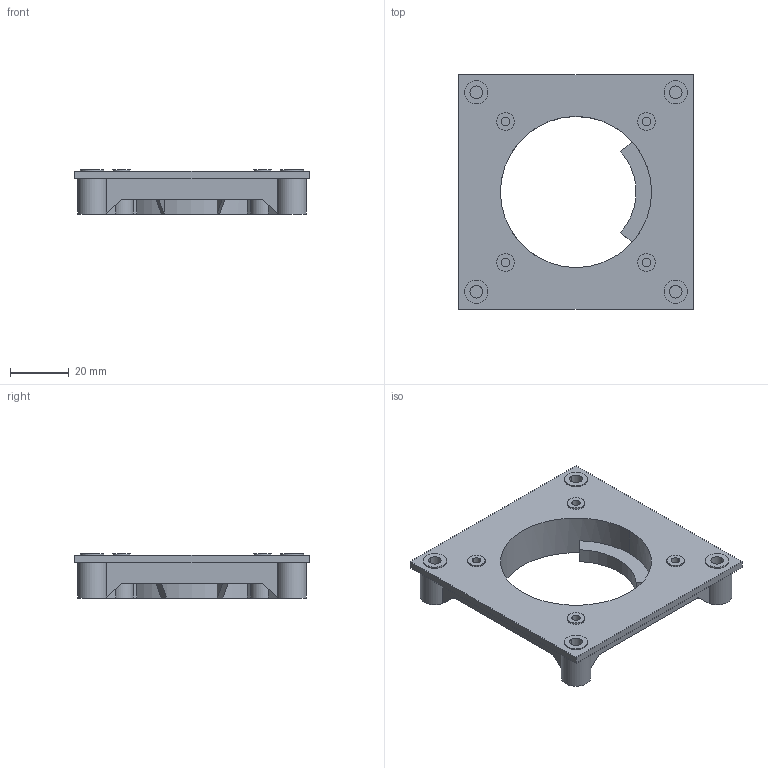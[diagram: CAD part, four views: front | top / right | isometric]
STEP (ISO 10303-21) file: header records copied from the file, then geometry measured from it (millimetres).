
FILE_DESCRIPTION((''),'2;1');
FILE_NAME('W420138360111-3D_ASM','2023-08-09T16:36:33',('SESA730405'),('Schneider-Electric'),'CREO PARAMETRIC BY PTC INC, 2021284','CREO PARAMETRIC BY PTC INC, 2021284','');
FILE_SCHEMA(('AP242_MANAGED_MODEL_BASED_3D_ENGINEERING_MIM_LF { 1 0 10303 442 1 1 4 }'));
Length unit declared in the file: millimetre
Products named in the file (2): W420138360111-3D; W420138360111-3D_ASM
Assembly tree (1 placements, depth 2):
  W420138360111-3D_ASM
    W420138360111-3D
Bounding box: 80 x 80 x 15 mm (x, y, z)
Volume: 26060 mm3; surface area: 23623.5 mm2
Topology: 1 solids, 1 shells, 182 faces, 455 edges, 298 vertices
Faces by surface type: plane 104, cylinder 72, cone 6
Entity records: 5600 total; most frequent: CARTESIAN_POINT 1008, DIRECTION 966, ORIENTED_EDGE 910, EDGE_CURVE 455, AXIS2_PLACEMENT_3D 341, VERTEX_POINT 298, VECTOR 284, LINE 284
